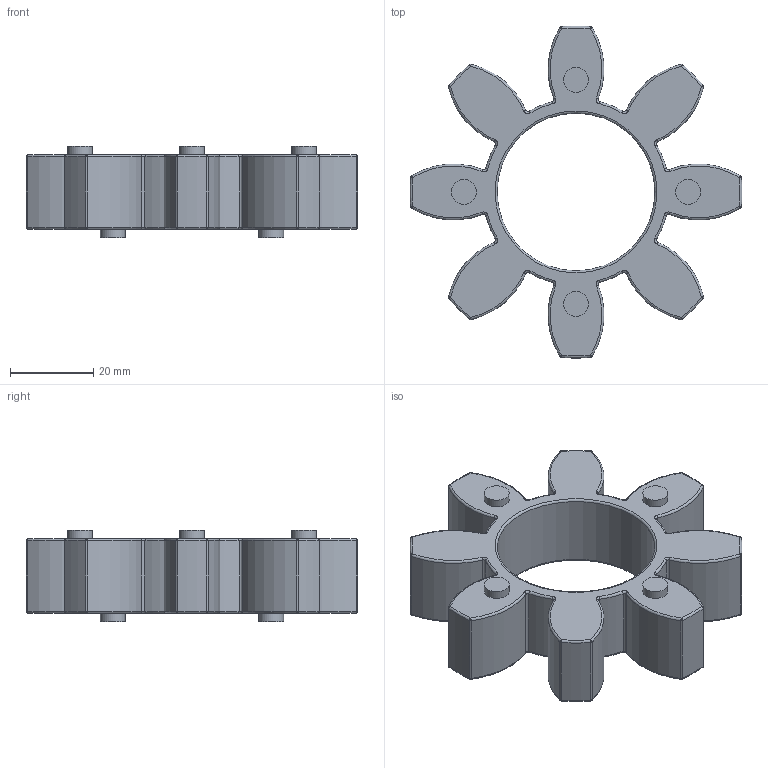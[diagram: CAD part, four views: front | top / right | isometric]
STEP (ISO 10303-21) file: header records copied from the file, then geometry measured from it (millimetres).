
FILE_DESCRIPTION(/* description */ (''),/* implementation_level */ '2;1');
FILE_NAME(/* name */ 'EGE 3.stp',/* time_stamp */ '2017-02-16T10:46:59+01:00',/* author */ ('cad16'),/* organization */ (''),/* preprocessor_version */ 'ST-DEVELOPER v16.5',/* originating_system */ 'Autodesk Inventor 2017',/* authorisation */ '');
FILE_SCHEMA (('AUTOMOTIVE_DESIGN { 1 0 10303 214 3 1 1 }'));
Length unit declared in the file: millimetre
Products named in the file (1): EGE 3
Bounding box: 79.97 x 79.97 x 22 mm (x, y, z)
Volume: 38995 mm3; surface area: 13935.7 mm2
Topology: 1 solids, 1 shells, 213 faces, 479 edges, 244 vertices
Faces by surface type: torus 98, cylinder 73, sphere 32, plane 10
Full cylindrical faces by diameter (mm): 6 x8, 38 x1
Entity records: 5697 total; most frequent: DIRECTION 1236, CARTESIAN_POINT 894, ORIENTED_EDGE 872, AXIS2_PLACEMENT_3D 586, EDGE_CURVE 436, CIRCLE 372, VERTEX_POINT 244, EDGE_LOOP 234
